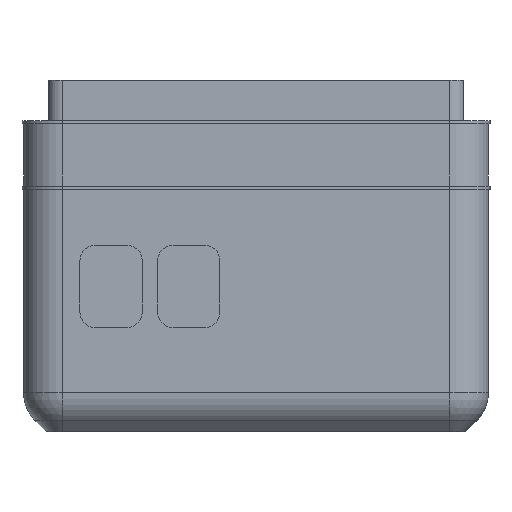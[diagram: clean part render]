
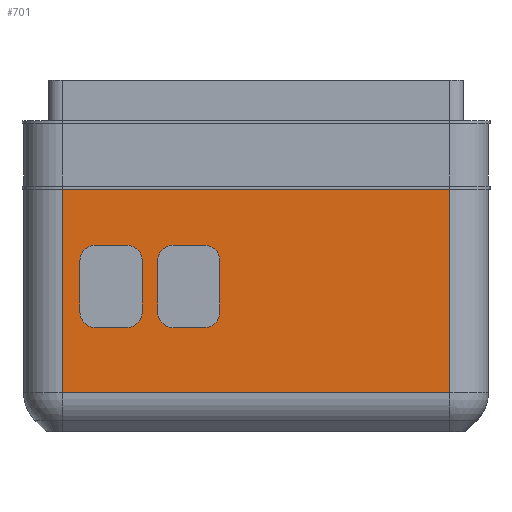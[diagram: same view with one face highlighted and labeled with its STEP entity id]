
A CAD part, left-side view. The second image highlights one B-rep face of the part: STEP entity #701.
In plain terms, the highlighted planar face has unit normal (-1, 0, 0).
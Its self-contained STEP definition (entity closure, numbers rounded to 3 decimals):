
#629 = EDGE_CURVE('',#630,#632,#634,.T.);
#630 = VERTEX_POINT('',#631);
#631 = CARTESIAN_POINT('',(-27.7,12.45,15.6));
#632 = VERTEX_POINT('',#633);
#633 = CARTESIAN_POINT('',(-27.7,-12.45,15.6));
#634 = LINE('',#635,#636);
#635 = CARTESIAN_POINT('',(-27.7,12.45,15.6));
#636 = VECTOR('',#637,1.);
#637 = DIRECTION('',(0.,-1.,0.));
#701 = ADVANCED_FACE('',(#702,#727,#797),#867,.F.);
#702 = FACE_BOUND('',#703,.F.);
#703 = EDGE_LOOP('',(#704,#714,#720,#721));
#704 = ORIENTED_EDGE('',*,*,#705,.F.);
#705 = EDGE_CURVE('',#706,#708,#710,.T.);
#706 = VERTEX_POINT('',#707);
#707 = CARTESIAN_POINT('',(-27.7,12.45,2.5));
#708 = VERTEX_POINT('',#709);
#709 = CARTESIAN_POINT('',(-27.7,-12.45,2.5));
#710 = LINE('',#711,#712);
#711 = CARTESIAN_POINT('',(-27.7,12.45,2.5));
#712 = VECTOR('',#713,1.);
#713 = DIRECTION('',(0.,-1.,0.));
#714 = ORIENTED_EDGE('',*,*,#715,.T.);
#715 = EDGE_CURVE('',#706,#630,#716,.T.);
#716 = LINE('',#717,#718);
#717 = CARTESIAN_POINT('',(-27.7,12.45,0.));
#718 = VECTOR('',#719,1.);
#719 = DIRECTION('',(0.,0.,1.));
#720 = ORIENTED_EDGE('',*,*,#629,.T.);
#721 = ORIENTED_EDGE('',*,*,#722,.F.);
#722 = EDGE_CURVE('',#708,#632,#723,.T.);
#723 = LINE('',#724,#725);
#724 = CARTESIAN_POINT('',(-27.7,-12.45,0.));
#725 = VECTOR('',#726,1.);
#726 = DIRECTION('',(0.,0.,1.));
#727 = FACE_BOUND('',#728,.F.);
#728 = EDGE_LOOP('',(#729,#740,#748,#757,#765,#774,#782,#791));
#729 = ORIENTED_EDGE('',*,*,#730,.T.);
#730 = EDGE_CURVE('',#731,#733,#735,.T.);
#731 = VERTEX_POINT('',#732);
#732 = CARTESIAN_POINT('',(-27.7,10.32,11.995));
#733 = VERTEX_POINT('',#734);
#734 = CARTESIAN_POINT('',(-27.7,11.32,10.995));
#735 = CIRCLE('',#736,1.);
#736 = AXIS2_PLACEMENT_3D('',#737,#738,#739);
#737 = CARTESIAN_POINT('',(-27.7,10.32,10.995));
#738 = DIRECTION('',(-1.,0.,0.));
#739 = DIRECTION('',(0.,-1.,0.));
#740 = ORIENTED_EDGE('',*,*,#741,.T.);
#741 = EDGE_CURVE('',#733,#742,#744,.T.);
#742 = VERTEX_POINT('',#743);
#743 = CARTESIAN_POINT('',(-27.7,11.32,7.695));
#744 = LINE('',#745,#746);
#745 = CARTESIAN_POINT('',(-27.7,11.32,10.995));
#746 = VECTOR('',#747,1.);
#747 = DIRECTION('',(0.,0.,-1.));
#748 = ORIENTED_EDGE('',*,*,#749,.T.);
#749 = EDGE_CURVE('',#742,#750,#752,.T.);
#750 = VERTEX_POINT('',#751);
#751 = CARTESIAN_POINT('',(-27.7,10.32,6.695));
#752 = CIRCLE('',#753,1.);
#753 = AXIS2_PLACEMENT_3D('',#754,#755,#756);
#754 = CARTESIAN_POINT('',(-27.7,10.32,7.695));
#755 = DIRECTION('',(-1.,0.,0.));
#756 = DIRECTION('',(0.,-1.,0.));
#757 = ORIENTED_EDGE('',*,*,#758,.T.);
#758 = EDGE_CURVE('',#750,#759,#761,.T.);
#759 = VERTEX_POINT('',#760);
#760 = CARTESIAN_POINT('',(-27.7,8.32,6.695));
#761 = LINE('',#762,#763);
#762 = CARTESIAN_POINT('',(-27.7,10.32,6.695));
#763 = VECTOR('',#764,1.);
#764 = DIRECTION('',(0.,-1.,0.));
#765 = ORIENTED_EDGE('',*,*,#766,.T.);
#766 = EDGE_CURVE('',#759,#767,#769,.T.);
#767 = VERTEX_POINT('',#768);
#768 = CARTESIAN_POINT('',(-27.7,7.32,7.695));
#769 = CIRCLE('',#770,1.);
#770 = AXIS2_PLACEMENT_3D('',#771,#772,#773);
#771 = CARTESIAN_POINT('',(-27.7,8.32,7.695));
#772 = DIRECTION('',(-1.,0.,0.));
#773 = DIRECTION('',(0.,-1.,0.));
#774 = ORIENTED_EDGE('',*,*,#775,.T.);
#775 = EDGE_CURVE('',#767,#776,#778,.T.);
#776 = VERTEX_POINT('',#777);
#777 = CARTESIAN_POINT('',(-27.7,7.32,10.995));
#778 = LINE('',#779,#780);
#779 = CARTESIAN_POINT('',(-27.7,7.32,7.695));
#780 = VECTOR('',#781,1.);
#781 = DIRECTION('',(0.,0.,1.));
#782 = ORIENTED_EDGE('',*,*,#783,.T.);
#783 = EDGE_CURVE('',#776,#784,#786,.T.);
#784 = VERTEX_POINT('',#785);
#785 = CARTESIAN_POINT('',(-27.7,8.32,11.995));
#786 = CIRCLE('',#787,1.);
#787 = AXIS2_PLACEMENT_3D('',#788,#789,#790);
#788 = CARTESIAN_POINT('',(-27.7,8.32,10.995));
#789 = DIRECTION('',(-1.,0.,0.));
#790 = DIRECTION('',(0.,-1.,0.));
#791 = ORIENTED_EDGE('',*,*,#792,.T.);
#792 = EDGE_CURVE('',#784,#731,#793,.T.);
#793 = LINE('',#794,#795);
#794 = CARTESIAN_POINT('',(-27.7,8.32,11.995));
#795 = VECTOR('',#796,1.);
#796 = DIRECTION('',(0.,1.,0.));
#797 = FACE_BOUND('',#798,.F.);
#798 = EDGE_LOOP('',(#799,#810,#818,#827,#835,#844,#852,#861));
#799 = ORIENTED_EDGE('',*,*,#800,.T.);
#800 = EDGE_CURVE('',#801,#803,#805,.T.);
#801 = VERTEX_POINT('',#802);
#802 = CARTESIAN_POINT('',(-27.7,5.32,11.995));
#803 = VERTEX_POINT('',#804);
#804 = CARTESIAN_POINT('',(-27.7,6.32,10.995));
#805 = CIRCLE('',#806,1.);
#806 = AXIS2_PLACEMENT_3D('',#807,#808,#809);
#807 = CARTESIAN_POINT('',(-27.7,5.32,10.995));
#808 = DIRECTION('',(-1.,0.,0.));
#809 = DIRECTION('',(0.,-1.,0.));
#810 = ORIENTED_EDGE('',*,*,#811,.T.);
#811 = EDGE_CURVE('',#803,#812,#814,.T.);
#812 = VERTEX_POINT('',#813);
#813 = CARTESIAN_POINT('',(-27.7,6.32,7.695));
#814 = LINE('',#815,#816);
#815 = CARTESIAN_POINT('',(-27.7,6.32,10.995));
#816 = VECTOR('',#817,1.);
#817 = DIRECTION('',(0.,0.,-1.));
#818 = ORIENTED_EDGE('',*,*,#819,.T.);
#819 = EDGE_CURVE('',#812,#820,#822,.T.);
#820 = VERTEX_POINT('',#821);
#821 = CARTESIAN_POINT('',(-27.7,5.32,6.695));
#822 = CIRCLE('',#823,1.);
#823 = AXIS2_PLACEMENT_3D('',#824,#825,#826);
#824 = CARTESIAN_POINT('',(-27.7,5.32,7.695));
#825 = DIRECTION('',(-1.,0.,0.));
#826 = DIRECTION('',(0.,-1.,0.));
#827 = ORIENTED_EDGE('',*,*,#828,.T.);
#828 = EDGE_CURVE('',#820,#829,#831,.T.);
#829 = VERTEX_POINT('',#830);
#830 = CARTESIAN_POINT('',(-27.7,3.32,6.695));
#831 = LINE('',#832,#833);
#832 = CARTESIAN_POINT('',(-27.7,5.32,6.695));
#833 = VECTOR('',#834,1.);
#834 = DIRECTION('',(0.,-1.,0.));
#835 = ORIENTED_EDGE('',*,*,#836,.T.);
#836 = EDGE_CURVE('',#829,#837,#839,.T.);
#837 = VERTEX_POINT('',#838);
#838 = CARTESIAN_POINT('',(-27.7,2.32,7.695));
#839 = CIRCLE('',#840,1.);
#840 = AXIS2_PLACEMENT_3D('',#841,#842,#843);
#841 = CARTESIAN_POINT('',(-27.7,3.32,7.695));
#842 = DIRECTION('',(-1.,0.,0.));
#843 = DIRECTION('',(0.,-1.,0.));
#844 = ORIENTED_EDGE('',*,*,#845,.T.);
#845 = EDGE_CURVE('',#837,#846,#848,.T.);
#846 = VERTEX_POINT('',#847);
#847 = CARTESIAN_POINT('',(-27.7,2.32,10.995));
#848 = LINE('',#849,#850);
#849 = CARTESIAN_POINT('',(-27.7,2.32,7.695));
#850 = VECTOR('',#851,1.);
#851 = DIRECTION('',(0.,0.,1.));
#852 = ORIENTED_EDGE('',*,*,#853,.T.);
#853 = EDGE_CURVE('',#846,#854,#856,.T.);
#854 = VERTEX_POINT('',#855);
#855 = CARTESIAN_POINT('',(-27.7,3.32,11.995));
#856 = CIRCLE('',#857,1.);
#857 = AXIS2_PLACEMENT_3D('',#858,#859,#860);
#858 = CARTESIAN_POINT('',(-27.7,3.32,10.995));
#859 = DIRECTION('',(-1.,0.,0.));
#860 = DIRECTION('',(0.,-1.,0.));
#861 = ORIENTED_EDGE('',*,*,#862,.T.);
#862 = EDGE_CURVE('',#854,#801,#863,.T.);
#863 = LINE('',#864,#865);
#864 = CARTESIAN_POINT('',(-27.7,3.32,11.995));
#865 = VECTOR('',#866,1.);
#866 = DIRECTION('',(0.,1.,0.));
#867 = PLANE('',#868);
#868 = AXIS2_PLACEMENT_3D('',#869,#870,#871);
#869 = CARTESIAN_POINT('',(-27.7,12.45,0.));
#870 = DIRECTION('',(1.,0.,0.));
#871 = DIRECTION('',(0.,-1.,0.));
